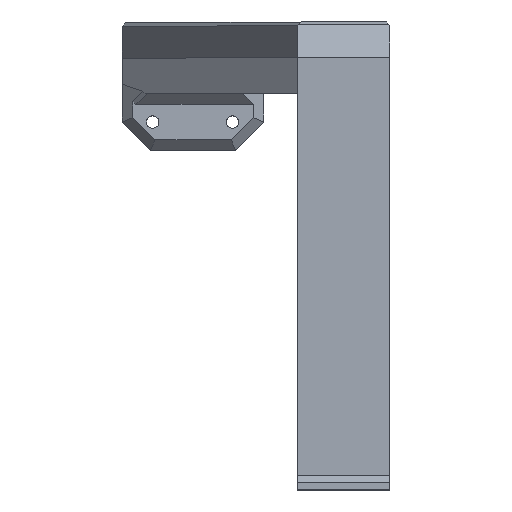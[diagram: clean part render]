
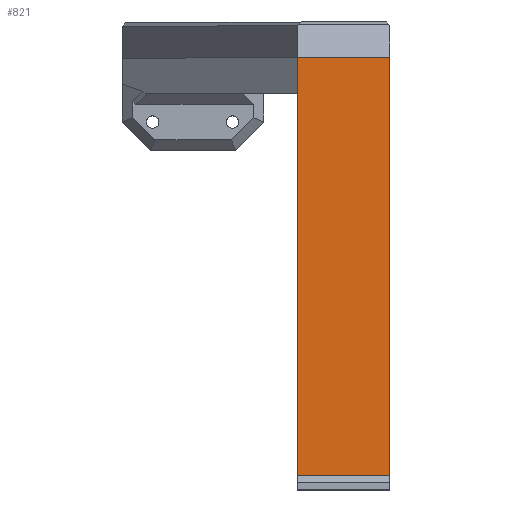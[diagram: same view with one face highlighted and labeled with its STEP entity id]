
A CAD part, top view. The second image highlights one B-rep face of the part: STEP entity #821.
In plain terms, the highlighted planar face has unit normal (0, 0, 1).
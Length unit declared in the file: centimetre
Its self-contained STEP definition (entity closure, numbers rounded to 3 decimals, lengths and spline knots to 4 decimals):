
#49=VERTEX_POINT('',#1063);
#50=VERTEX_POINT('',#1065);
#58=VERTEX_POINT('',#1085);
#104=VERTEX_POINT('',#1224);
#123=VECTOR('',#888,1.);
#134=VECTOR('',#901,1.);
#203=VECTOR('',#996,1.);
#206=VECTOR('',#1000,1.);
#233=LINE('',#1064,#123);
#244=LINE('',#1086,#134);
#313=LINE('',#1225,#203);
#316=LINE('',#1230,#206);
#343=EDGE_CURVE('',#50,#49,#233,.T.);
#354=EDGE_CURVE('',#58,#49,#244,.T.);
#425=EDGE_CURVE('',#104,#58,#313,.T.);
#428=EDGE_CURVE('',#50,#104,#316,.T.);
#666=ORIENTED_EDGE('',*,*,#354,.F.);
#667=ORIENTED_EDGE('',*,*,#425,.F.);
#668=ORIENTED_EDGE('',*,*,#428,.F.);
#669=ORIENTED_EDGE('',*,*,#343,.T.);
#721=EDGE_LOOP('',(#666,#667,#668,#669));
#773=FACE_BOUND('',#721,.T.);
#821=ADVANCED_FACE('',(#773),#1315,.T.);
#871=AXIS2_PLACEMENT_3D('',#1269,#1035,$);
#888=DIRECTION('',(0.,-1.,0.));
#901=DIRECTION('',(-1.,0.,0.));
#996=DIRECTION('',(0.,-1.,0.));
#1000=DIRECTION('',(1.,0.,0.));
#1035=DIRECTION('',(0.,0.,1.));
#1063=CARTESIAN_POINT('',(4.95,-10.8,15.3));
#1064=CARTESIAN_POINT('',(4.95,0.,15.3));
#1065=CARTESIAN_POINT('',(4.95,1.,15.3));
#1085=CARTESIAN_POINT('',(7.55,-10.8,15.3));
#1086=CARTESIAN_POINT('',(6.25,-10.8,15.3));
#1224=CARTESIAN_POINT('',(7.55,1.,15.3));
#1225=CARTESIAN_POINT('',(7.55,0.,15.3));
#1230=CARTESIAN_POINT('',(5.2472,1.,15.3));
#1269=CARTESIAN_POINT('',(6.25,0.,15.3));
#1315=PLANE('',#871);
